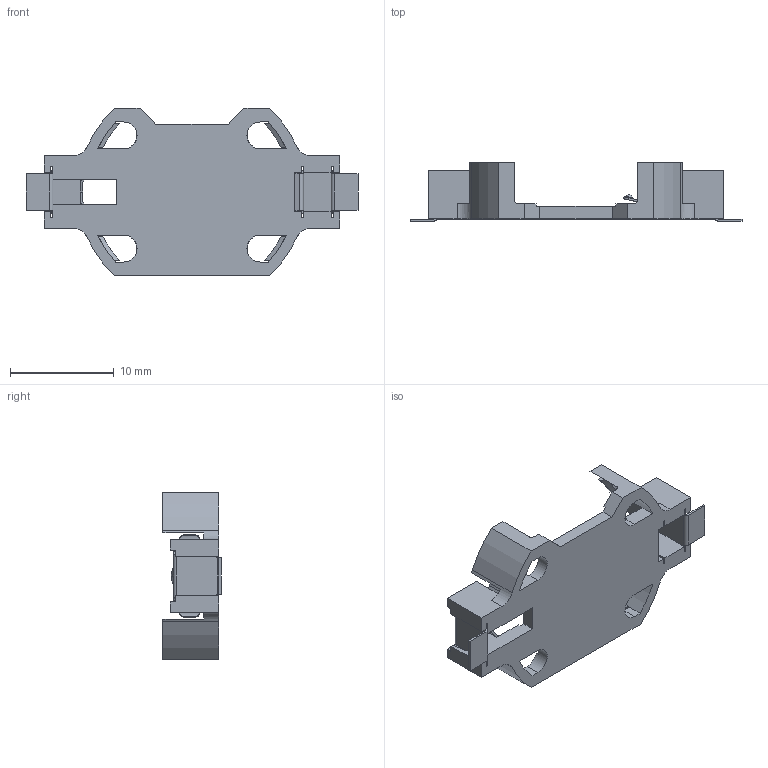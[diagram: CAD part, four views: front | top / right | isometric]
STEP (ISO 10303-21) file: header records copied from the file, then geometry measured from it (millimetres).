
FILE_DESCRIPTION (( 'STEP AP214' ), '1' );
FILE_NAME ('SMTU2032-LF.STEP', '2025-08-20T20:40:41', ( '' ), ( '' ), 'SwSTEP 2.0', 'SolidWorks 2021', '' );
FILE_SCHEMA (( 'AUTOMOTIVE_DESIGN' ));
Length unit declared in the file: millimetre
Products named in the file (1): SMTU2032-LF
Bounding box: 32 x 5.6 x 16.1 mm (x, y, z)
Volume: 552.8 mm3; surface area: 1498.2 mm2
Topology: 3 solids, 3 shells, 312 faces, 864 edges, 558 vertices
Faces by surface type: plane 208, cylinder 80, torus 8, sphere 8, cone 8
Entity records: 10056 total; most frequent: CARTESIAN_POINT 1923, ORIENTED_EDGE 1728, DIRECTION 1646, EDGE_CURVE 864, VECTOR 628, LINE 628, VERTEX_POINT 558, AXIS2_PLACEMENT_3D 509
